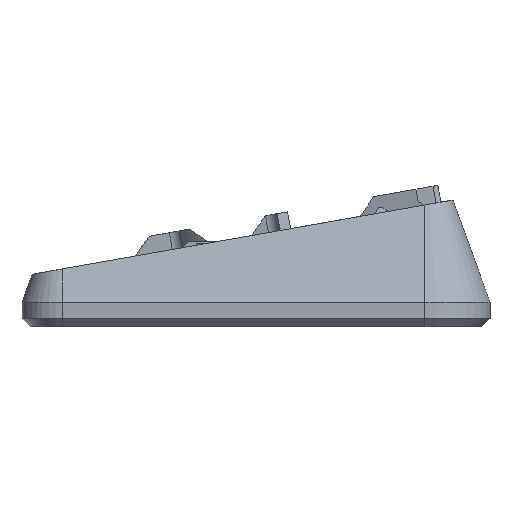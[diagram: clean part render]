
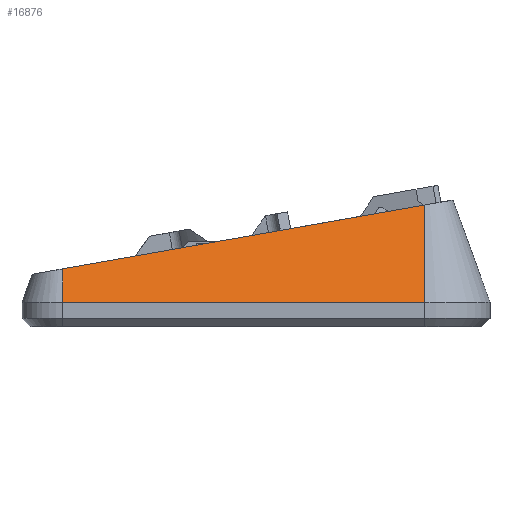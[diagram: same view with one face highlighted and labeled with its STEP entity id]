
A CAD part, front view. The second image highlights one B-rep face of the part: STEP entity #16876.
In plain terms, the highlighted free-form (B-spline) face has degree [1, 1] with [2, 2] control points.
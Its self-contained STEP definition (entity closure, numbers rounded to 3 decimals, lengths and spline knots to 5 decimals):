
#1022=LINE('',#37002,#2736);
#1124=LINE('',#38292,#2838);
#1125=LINE('',#38299,#2839);
#1126=LINE('',#38301,#2840);
#2736=VECTOR('',#19697,1.);
#2838=VECTOR('',#19877,1.);
#2839=VECTOR('',#19880,1.);
#2840=VECTOR('',#19881,1.);
#3924=B_SPLINE_SURFACE_WITH_KNOTS('',1,1,((#38295,#38296),(#38297,#38298)),
 .PLANE_SURF.,.F.,.F.,.F.,(2,2),(2,2),(0.,1.),(0.,1.),.UNSPECIFIED.);
#7353=ORIENTED_EDGE('',*,*,#11377,.F.);
#7354=ORIENTED_EDGE('',*,*,#11222,.F.);
#7355=ORIENTED_EDGE('',*,*,#11375,.F.);
#7356=ORIENTED_EDGE('',*,*,#11378,.F.);
#11222=EDGE_CURVE('',#13403,#13404,#1022,.T.);
#11375=EDGE_CURVE('',#13474,#13403,#1124,.T.);
#11377=EDGE_CURVE('',#13404,#13475,#1125,.T.);
#11378=EDGE_CURVE('',#13475,#13474,#1126,.T.);
#13403=VERTEX_POINT('',#36994);
#13404=VERTEX_POINT('',#37001);
#13474=VERTEX_POINT('',#38293);
#13475=VERTEX_POINT('',#38300);
#14634=EDGE_LOOP('',(#7353,#7354,#7355,#7356));
#15619=FACE_BOUND('',#14634,.T.);
#16876=ADVANCED_FACE('',(#15619),#3924,.T.);
#19697=DIRECTION('',(-1.,0.,0.));
#19877=DIRECTION('',(0.,-0.342,-0.94));
#19880=DIRECTION('',(0.,0.342,0.94));
#19881=DIRECTION('',(0.983,0.063,0.173));
#36994=CARTESIAN_POINT('',(0.0751,-0.04666,-0.0236));
#37001=CARTESIAN_POINT('',(-0.0139,-0.04666,-0.0236));
#37002=CARTESIAN_POINT('',(-0.0139,-0.04666,-0.0236));
#38292=CARTESIAN_POINT('',(0.0751,-0.04047,-0.0066));
#38293=CARTESIAN_POINT('',(0.0751,-0.03797,0.00029));
#38295=CARTESIAN_POINT('',(0.07955,-0.03748,0.00163));
#38296=CARTESIAN_POINT('',(0.07955,-0.0471,-0.0248));
#38297=CARTESIAN_POINT('',(-0.01835,-0.03748,0.00163));
#38298=CARTESIAN_POINT('',(-0.01835,-0.0471,-0.0248));
#38299=CARTESIAN_POINT('',(-0.0139,-0.04666,-0.0236));
#38300=CARTESIAN_POINT('',(-0.0139,-0.04368,-0.01541));
#38301=CARTESIAN_POINT('',(0.03803,-0.04035,-0.00625));
